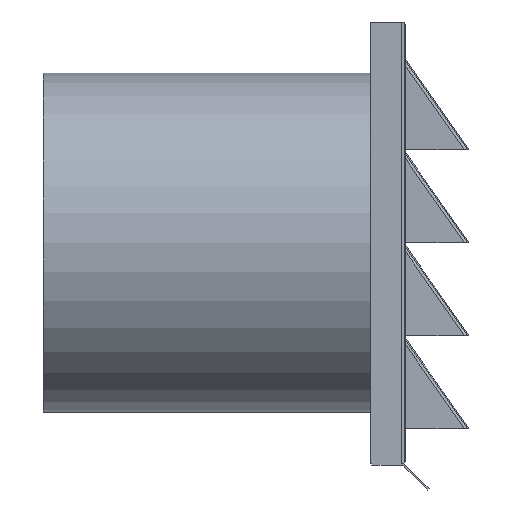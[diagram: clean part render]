
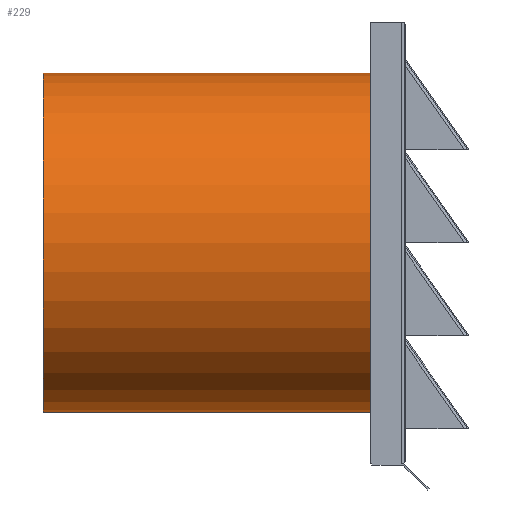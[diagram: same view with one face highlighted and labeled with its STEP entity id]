
A CAD part, front view. The second image highlights one B-rep face of the part: STEP entity #229.
In plain terms, the highlighted cylindrical face has radius 73 mm (diameter 146 mm), a partial arc.
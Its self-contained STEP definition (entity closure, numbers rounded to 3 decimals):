
#229=ADVANCED_FACE('',(#413),#414,.T.);
#413=FACE_OUTER_BOUND('',#757,.T.);
#414=CYLINDRICAL_SURFACE('',#758,73.0);
#757=EDGE_LOOP('',(#1150,#1151,#1152,#1153));
#758=AXIS2_PLACEMENT_3D('',#1154,#1155,#1156);
#1150=ORIENTED_EDGE('',*,*,#2479,.F.);
#1151=ORIENTED_EDGE('',*,*,#2480,.F.);
#1152=ORIENTED_EDGE('',*,*,#2481,.F.);
#1153=ORIENTED_EDGE('',*,*,#2482,.T.);
#1154=CARTESIAN_POINT('',(0.,-0.699,-15.0));
#1155=DIRECTION('',(0.0,0.0,-1.0));
#1156=DIRECTION('',(-1.0,0.0,0.0));
#2479=EDGE_CURVE('',#2946,#2947,#2948,.T.);
#2480=EDGE_CURVE('',#2949,#2946,#2950,.T.);
#2481=EDGE_CURVE('',#2951,#2949,#2952,.T.);
#2482=EDGE_CURVE('',#2951,#2947,#2953,.T.);
#2946=VERTEX_POINT('',#3731);
#2947=VERTEX_POINT('',#3732);
#2948=LINE('',#3733,#3734);
#2949=VERTEX_POINT('',#3735);
#2950=CIRCLE('',#3736,73.0);
#2951=VERTEX_POINT('',#3737);
#2952=LINE('',#3738,#3739);
#2953=CIRCLE('',#3740,73.0);
#3731=CARTESIAN_POINT('',(-73.,-0.699,-14.2));
#3732=CARTESIAN_POINT('',(-73.,-0.699,-155.2));
#3733=CARTESIAN_POINT('',(-73.,-0.699,-15.0));
#3734=VECTOR('',#4746,1.0);
#3735=CARTESIAN_POINT('',(73.,-0.699,-14.2));
#3736=AXIS2_PLACEMENT_3D('',#4747,#4748,#4749);
#3737=CARTESIAN_POINT('',(73.,-0.699,-155.2));
#3738=CARTESIAN_POINT('',(73.,-0.699,-15.0));
#3739=VECTOR('',#4750,1.0);
#3740=AXIS2_PLACEMENT_3D('',#4751,#4752,#4753);
#4746=DIRECTION('',(0.0,0.0,-1.0));
#4747=CARTESIAN_POINT('',(0.,-0.699,-14.2));
#4748=DIRECTION('',(0.,0.,1.0));
#4749=DIRECTION('',(-1.0,0.,0.));
#4750=DIRECTION('',(-0.0,-0.0,1.0));
#4751=CARTESIAN_POINT('',(0.,-0.699,-155.2));
#4752=DIRECTION('',(0.0,0.,1.0));
#4753=DIRECTION('',(-1.0,0.0,0.0));
